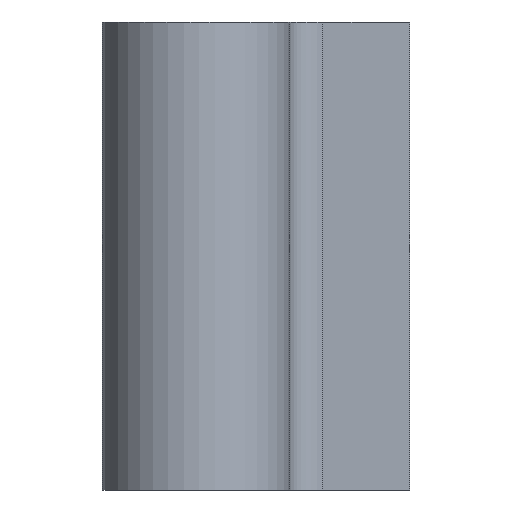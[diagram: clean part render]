
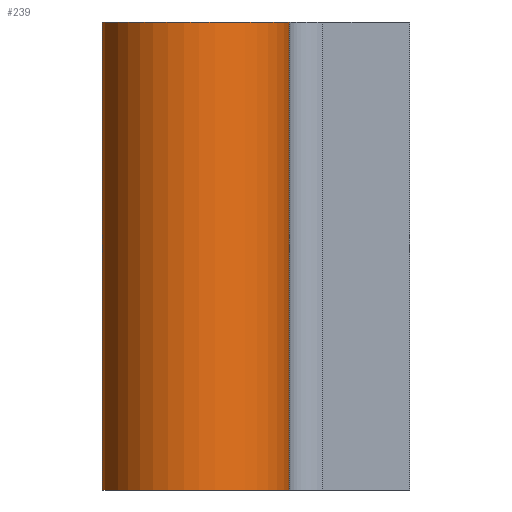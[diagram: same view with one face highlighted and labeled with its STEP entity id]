
A CAD part, left-side view. The second image highlights one B-rep face of the part: STEP entity #239.
In plain terms, the highlighted cylindrical face has radius 7 mm (diameter 14 mm), a partial arc.
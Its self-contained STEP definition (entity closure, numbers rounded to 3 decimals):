
#24=LINE('',#434,#40);
#25=LINE('',#438,#41);
#40=VECTOR('',#321,35.);
#41=VECTOR('',#326,35.);
#68=CIRCLE('',#258,7.);
#72=CIRCLE('',#266,7.);
#83=FACE_OUTER_BOUND('',#101,.T.);
#101=EDGE_LOOP('',(#192,#193,#194,#195));
#122=VERTEX_POINT('',#412);
#123=VERTEX_POINT('',#414);
#129=VERTEX_POINT('',#432);
#130=VERTEX_POINT('',#436);
#144=EDGE_CURVE('',#122,#123,#68,.T.);
#154=EDGE_CURVE('',#129,#122,#24,.T.);
#155=EDGE_CURVE('',#130,#129,#72,.T.);
#156=EDGE_CURVE('',#130,#123,#25,.T.);
#192=ORIENTED_EDGE('',*,*,#154,.F.);
#193=ORIENTED_EDGE('',*,*,#155,.F.);
#194=ORIENTED_EDGE('',*,*,#156,.T.);
#195=ORIENTED_EDGE('',*,*,#144,.F.);
#228=CYLINDRICAL_SURFACE('',#265,7.);
#239=ADVANCED_FACE('',(#83),#228,.T.);
#258=AXIS2_PLACEMENT_3D('',#415,#301,#302);
#265=AXIS2_PLACEMENT_3D('',#435,#322,#323);
#266=AXIS2_PLACEMENT_3D('',#437,#324,#325);
#301=DIRECTION('center_axis',(0.,0.,-1.));
#302=DIRECTION('ref_axis',(-0.807,-0.591,0.));
#321=DIRECTION('',(0.,0.,-1.));
#322=DIRECTION('center_axis',(0.,0.,1.));
#323=DIRECTION('ref_axis',(-0.807,-0.591,0.));
#324=DIRECTION('center_axis',(0.,0.,1.));
#325=DIRECTION('ref_axis',(-0.807,-0.591,0.));
#326=DIRECTION('',(0.,0.,-1.));
#412=CARTESIAN_POINT('',(-34.,6.5,-17.5));
#414=CARTESIAN_POINT('',(-28.354,17.638,-17.5));
#415=CARTESIAN_POINT('Origin',(-34.,13.5,-17.5));
#432=CARTESIAN_POINT('',(-34.,6.5,17.5));
#434=CARTESIAN_POINT('',(-34.,6.5,0.));
#435=CARTESIAN_POINT('Origin',(-34.,13.5,0.));
#436=CARTESIAN_POINT('',(-28.354,17.638,17.5));
#437=CARTESIAN_POINT('Origin',(-34.,13.5,17.5));
#438=CARTESIAN_POINT('',(-28.354,17.638,0.));
